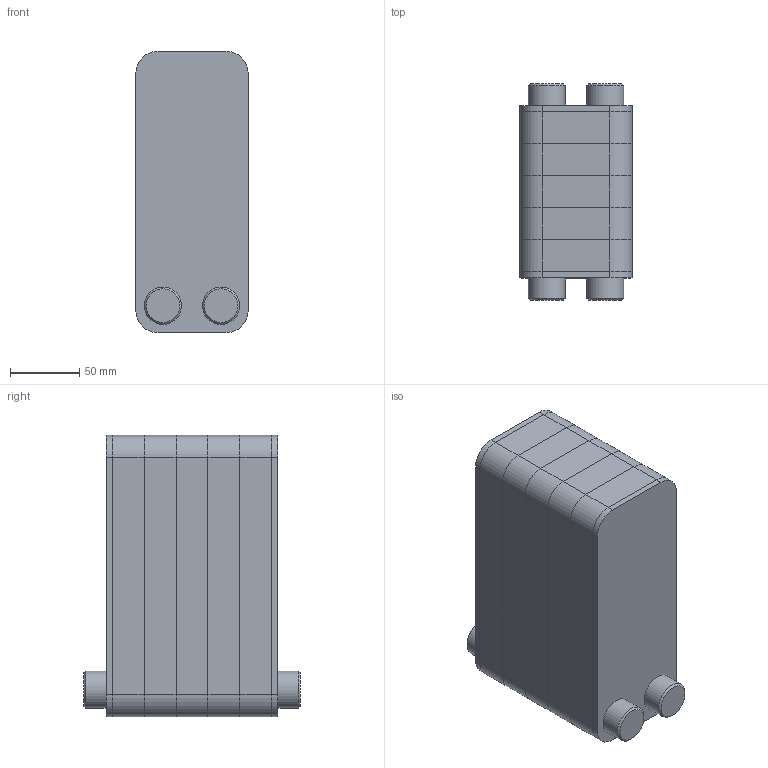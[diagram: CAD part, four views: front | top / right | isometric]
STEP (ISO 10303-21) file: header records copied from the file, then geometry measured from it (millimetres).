
FILE_DESCRIPTION(/* description */ (''),/* implementation_level */ '2;1');
FILE_NAME(/* name */ '3d_RMB-14-2-50-P30-8031500.stp',/* time_stamp */ '2020-08-24T07:46:19+02:00',/* author */ ('Andrzej'),/* organization */ (''),/* preprocessor_version */ 'ST-DEVELOPER v16.13',/* originating_system */ 'AutoCAD Mechanical',/* authorisation */ '');
FILE_SCHEMA (('AUTOMOTIVE_DESIGN { 1 0 10303 214 3 1 1 }'));
Length unit declared in the file: millimetre
Products named in the file (1): Product
Bounding box: 81 x 156 x 203 mm (x, y, z)
Volume: 2047778.9 mm3; surface area: 303840.2 mm2
Topology: 11 solids, 11 shells, 86 faces, 628 edges, 1004 vertices
Faces by surface type: plane 50, cylinder 32, cone 4
Full cylindrical faces by diameter (mm): 26.9 x4
Entity records: 6091 total; most frequent: CARTESIAN_POINT 1711, DIRECTION 1082, STYLED_ITEM 451, TRIMMED_CURVE 440, AXIS2_PLACEMENT_3D 375, ORIENTED_EDGE 360, LINE 332, VECTOR 332
